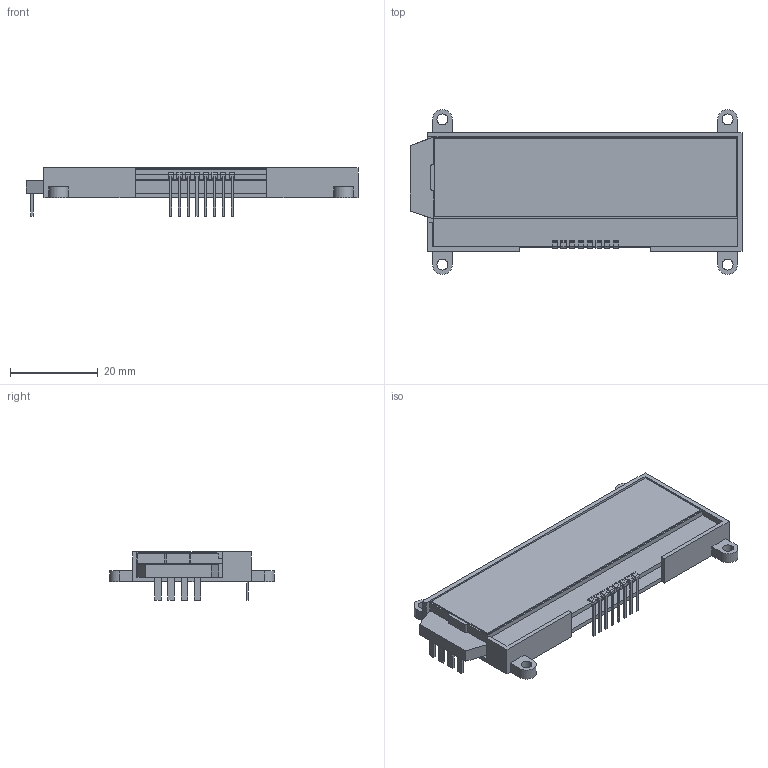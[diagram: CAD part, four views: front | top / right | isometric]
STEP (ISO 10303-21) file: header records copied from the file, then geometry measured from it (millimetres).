
FILE_DESCRIPTION (( 'STEP AP214' ), '1' );
FILE_NAME ('NHD-C0220BiZ-FS_RGB-FBW-3VM.STEP', '2017-04-28T14:51:00', ( '' ), ( '' ), 'SwSTEP 2.0', 'SolidWorks 2015', '' );
FILE_SCHEMA (( 'AUTOMOTIVE_DESIGN' ));
Length unit declared in the file: millimetre
Products named in the file (1): NHD-C0220BiZ-FS_RGB-FBW-3VM
Bounding box: 75.7 x 37.6 x 11 mm (x, y, z)
Volume: 10997.3 mm3; surface area: 10951.5 mm2
Topology: 10 solids, 10 shells, 286 faces, 776 edges, 516 vertices
Faces by surface type: plane 192, cylinder 94
Entity records: 9842 total; most frequent: CARTESIAN_POINT 1579, ORIENTED_EDGE 1552, DIRECTION 1538, EDGE_CURVE 776, LINE 588, VECTOR 588, VERTEX_POINT 516, AXIS2_PLACEMENT_3D 475
